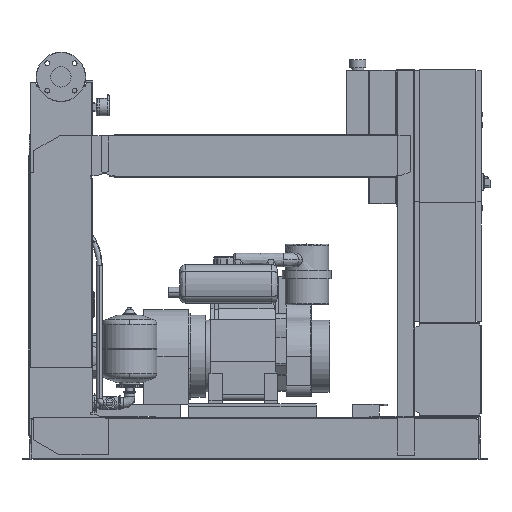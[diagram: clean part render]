
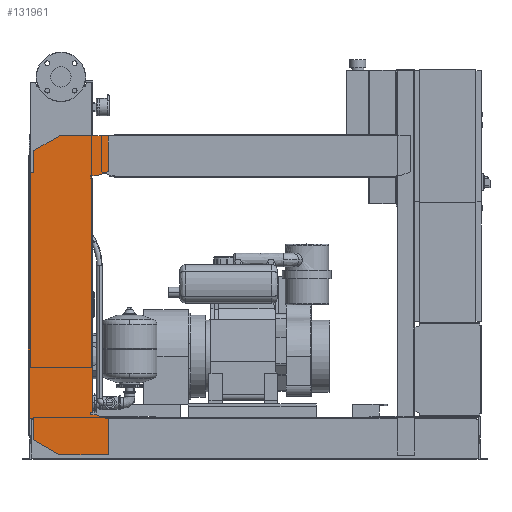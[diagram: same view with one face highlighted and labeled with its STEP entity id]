
A CAD part, front view. The second image highlights one B-rep face of the part: STEP entity #131961.
In plain terms, the highlighted free-form (B-spline) face has degree [1, 1] with [2, 2] control points.
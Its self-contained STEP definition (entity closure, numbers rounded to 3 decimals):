
#131446=CARTESIAN_POINT('',(-102.0,-463.5,1076.0));
#131447=VERTEX_POINT('',#131446);
#131454=CARTESIAN_POINT('',(-102.0,-463.5,1158.574));
#131455=VERTEX_POINT('',#131454);
#131456=CARTESIAN_POINT('',(-102.0,-463.5,1076.0));
#131457=DIRECTION('',(0.0,0.0,1.0));
#131458=VECTOR('',#131457,82.574);
#131459=LINE('',#131456,#131458);
#131460=EDGE_CURVE('',#131447,#131455,#131459,.T.);
#131478=CARTESIAN_POINT('',(-6.,-463.5,1214.0));
#131479=VERTEX_POINT('',#131478);
#131480=CARTESIAN_POINT('',(-102.0,-463.5,1158.574));
#131481=DIRECTION('',(0.866,0.0,0.5));
#131482=VECTOR('',#131481,110.851);
#131483=LINE('',#131480,#131482);
#131484=EDGE_CURVE('',#131455,#131479,#131483,.T.);
#131502=CARTESIAN_POINT('',(177.0,-463.5,1214.0));
#131503=VERTEX_POINT('',#131502);
#131504=CARTESIAN_POINT('',(-6.,-463.5,1214.0));
#131505=DIRECTION('',(1.0,0.0,0.0));
#131506=VECTOR('',#131505,183.0);
#131507=LINE('',#131504,#131506);
#131508=EDGE_CURVE('',#131479,#131503,#131507,.T.);
#131526=CARTESIAN_POINT('',(177.0,-463.5,1080.379));
#131527=VERTEX_POINT('',#131526);
#131528=CARTESIAN_POINT('',(177.0,-463.5,1214.0));
#131529=DIRECTION('',(0.0,0.0,-1.0));
#131530=VECTOR('',#131529,133.621);
#131531=LINE('',#131528,#131530);
#131532=EDGE_CURVE('',#131503,#131527,#131531,.T.);
#131550=CARTESIAN_POINT('',(132.,-463.5,1064.0));
#131551=VERTEX_POINT('',#131550);
#131552=CARTESIAN_POINT('',(177.0,-463.5,1080.379));
#131553=DIRECTION('',(-0.94,0.0,-0.342));
#131554=VECTOR('',#131553,47.888);
#131555=LINE('',#131552,#131554);
#131556=EDGE_CURVE('',#131527,#131551,#131555,.T.);
#131574=CARTESIAN_POINT('',(112.0,-463.5,1064.0));
#131575=VERTEX_POINT('',#131574);
#131576=CARTESIAN_POINT('',(132.,-463.5,1064.0));
#131577=DIRECTION('',(-1.0,0.0,0.0));
#131578=VECTOR('',#131577,20.);
#131579=LINE('',#131576,#131578);
#131580=EDGE_CURVE('',#131551,#131575,#131579,.T.);
#131598=CARTESIAN_POINT('',(112.0,-463.5,1056.0));
#131599=VERTEX_POINT('',#131598);
#131600=CARTESIAN_POINT('',(112.0,-463.5,1064.0));
#131601=DIRECTION('',(0.0,0.0,-1.0));
#131602=VECTOR('',#131601,8.0);
#131603=LINE('',#131600,#131602);
#131604=EDGE_CURVE('',#131575,#131599,#131603,.T.);
#131622=CARTESIAN_POINT('',(120.,-463.5,1056.0));
#131623=VERTEX_POINT('',#131622);
#131624=CARTESIAN_POINT('',(112.0,-463.5,1056.0));
#131625=DIRECTION('',(1.0,0.0,0.0));
#131626=VECTOR('',#131625,8.);
#131627=LINE('',#131624,#131626);
#131628=EDGE_CURVE('',#131599,#131623,#131627,.T.);
#131646=CARTESIAN_POINT('',(120.,-463.5,176.));
#131647=VERTEX_POINT('',#131646);
#131658=CARTESIAN_POINT('',(120.,-463.5,1056.0));
#131659=DIRECTION('',(0.0,0.0,-1.0));
#131660=VECTOR('',#131659,880.);
#131661=LINE('',#131658,#131660);
#131662=EDGE_CURVE('',#131623,#131647,#131661,.T.);
#131676=CARTESIAN_POINT('',(112.,-463.5,176.));
#131677=VERTEX_POINT('',#131676);
#131678=CARTESIAN_POINT('',(120.,-463.5,176.));
#131679=DIRECTION('',(-1.0,0.0,0.0));
#131680=VECTOR('',#131679,8.);
#131681=LINE('',#131678,#131680);
#131682=EDGE_CURVE('',#131647,#131677,#131681,.T.);
#131700=CARTESIAN_POINT('',(112.,-463.5,168.));
#131701=VERTEX_POINT('',#131700);
#131702=CARTESIAN_POINT('',(112.,-463.5,176.));
#131703=DIRECTION('',(0.0,0.0,-1.0));
#131704=VECTOR('',#131703,8.0);
#131705=LINE('',#131702,#131704);
#131706=EDGE_CURVE('',#131677,#131701,#131705,.T.);
#131724=CARTESIAN_POINT('',(132.,-463.5,168.));
#131725=VERTEX_POINT('',#131724);
#131726=CARTESIAN_POINT('',(112.,-463.5,168.));
#131727=DIRECTION('',(1.0,0.0,0.0));
#131728=VECTOR('',#131727,20.0);
#131729=LINE('',#131726,#131728);
#131730=EDGE_CURVE('',#131701,#131725,#131729,.T.);
#131748=CARTESIAN_POINT('',(177.,-463.5,151.621));
#131749=VERTEX_POINT('',#131748);
#131750=CARTESIAN_POINT('',(132.,-463.5,168.));
#131751=DIRECTION('',(0.94,0.0,-0.342));
#131752=VECTOR('',#131751,47.888);
#131753=LINE('',#131750,#131752);
#131754=EDGE_CURVE('',#131725,#131749,#131753,.T.);
#131772=CARTESIAN_POINT('',(177.,-463.5,18.0));
#131773=VERTEX_POINT('',#131772);
#131774=CARTESIAN_POINT('',(177.,-463.5,151.621));
#131775=DIRECTION('',(0.0,0.0,-1.0));
#131776=VECTOR('',#131775,133.621);
#131777=LINE('',#131774,#131776);
#131778=EDGE_CURVE('',#131749,#131773,#131777,.T.);
#131796=CARTESIAN_POINT('',(-4.,-463.5,18.0));
#131797=VERTEX_POINT('',#131796);
#131798=CARTESIAN_POINT('',(177.,-463.5,18.0));
#131799=DIRECTION('',(-1.0,0.0,0.0));
#131800=VECTOR('',#131799,181.);
#131801=LINE('',#131798,#131800);
#131802=EDGE_CURVE('',#131773,#131797,#131801,.T.);
#131820=CARTESIAN_POINT('',(-102.,-463.5,74.58));
#131821=VERTEX_POINT('',#131820);
#131822=CARTESIAN_POINT('',(-4.,-463.5,18.0));
#131823=DIRECTION('',(-0.866,0.,0.5));
#131824=VECTOR('',#131823,113.161);
#131825=LINE('',#131822,#131824);
#131826=EDGE_CURVE('',#131797,#131821,#131825,.T.);
#131844=CARTESIAN_POINT('',(-102.,-463.5,156.0));
#131845=VERTEX_POINT('',#131844);
#131846=CARTESIAN_POINT('',(-102.,-463.5,74.58));
#131847=DIRECTION('',(0.0,0.0,1.0));
#131848=VECTOR('',#131847,81.42);
#131849=LINE('',#131846,#131848);
#131850=EDGE_CURVE('',#131821,#131845,#131849,.T.);
#131868=CARTESIAN_POINT('',(-122.,-463.5,156.0));
#131869=VERTEX_POINT('',#131868);
#131870=CARTESIAN_POINT('',(-102.,-463.5,156.0));
#131871=DIRECTION('',(-1.0,0.0,0.0));
#131872=VECTOR('',#131871,20.0);
#131873=LINE('',#131870,#131872);
#131874=EDGE_CURVE('',#131845,#131869,#131873,.T.);
#131892=CARTESIAN_POINT('',(-122.0,-463.5,1076.0));
#131893=VERTEX_POINT('',#131892);
#131906=CARTESIAN_POINT('',(-122.,-463.5,156.0));
#131907=DIRECTION('',(0.0,0.0,1.0));
#131908=VECTOR('',#131907,920.0);
#131909=LINE('',#131906,#131908);
#131910=EDGE_CURVE('',#131869,#131893,#131909,.T.);
#131924=CARTESIAN_POINT('',(-122.0,-463.5,1076.0));
#131925=DIRECTION('',(1.0,0.0,0.0));
#131926=VECTOR('',#131925,20.0);
#131927=LINE('',#131924,#131926);
#131928=EDGE_CURVE('',#131893,#131447,#131927,.T.);
#131934=CARTESIAN_POINT('',(-122.,-463.5,18.0));
#131935=CARTESIAN_POINT('',(177.0,-463.5,18.0));
#131936=CARTESIAN_POINT('',(-122.,-463.5,1214.0));
#131937=CARTESIAN_POINT('',(177.0,-463.5,1214.0));
#131938=B_SPLINE_SURFACE_WITH_KNOTS('',1,1,((#131934,#131936),(#131935,#131937)),.UNSPECIFIED.,.F.,.F.,.U.,(2,2),(2,2),(0.0,299.),(0.0,1196.0),.UNSPECIFIED.);
#131939=ORIENTED_EDGE('',*,*,#131928,.F.);
#131940=ORIENTED_EDGE('',*,*,#131910,.F.);
#131941=ORIENTED_EDGE('',*,*,#131874,.F.);
#131942=ORIENTED_EDGE('',*,*,#131850,.F.);
#131943=ORIENTED_EDGE('',*,*,#131826,.F.);
#131944=ORIENTED_EDGE('',*,*,#131802,.F.);
#131945=ORIENTED_EDGE('',*,*,#131778,.F.);
#131946=ORIENTED_EDGE('',*,*,#131754,.F.);
#131947=ORIENTED_EDGE('',*,*,#131730,.F.);
#131948=ORIENTED_EDGE('',*,*,#131706,.F.);
#131949=ORIENTED_EDGE('',*,*,#131682,.F.);
#131950=ORIENTED_EDGE('',*,*,#131662,.F.);
#131951=ORIENTED_EDGE('',*,*,#131628,.F.);
#131952=ORIENTED_EDGE('',*,*,#131604,.F.);
#131953=ORIENTED_EDGE('',*,*,#131580,.F.);
#131954=ORIENTED_EDGE('',*,*,#131556,.F.);
#131955=ORIENTED_EDGE('',*,*,#131532,.F.);
#131956=ORIENTED_EDGE('',*,*,#131508,.F.);
#131957=ORIENTED_EDGE('',*,*,#131484,.F.);
#131958=ORIENTED_EDGE('',*,*,#131460,.F.);
#131959=EDGE_LOOP('',(#131939,#131940,#131941,#131942,#131943,#131944,#131945,#131946,#131947,#131948,#131949,#131950,#131951,#131952,#131953,#131954,#131955,#131956,#131957,#131958));
#131960=FACE_OUTER_BOUND('',#131959,.T.);
#131961=ADVANCED_FACE('',(#131960),#131938,.T.);
